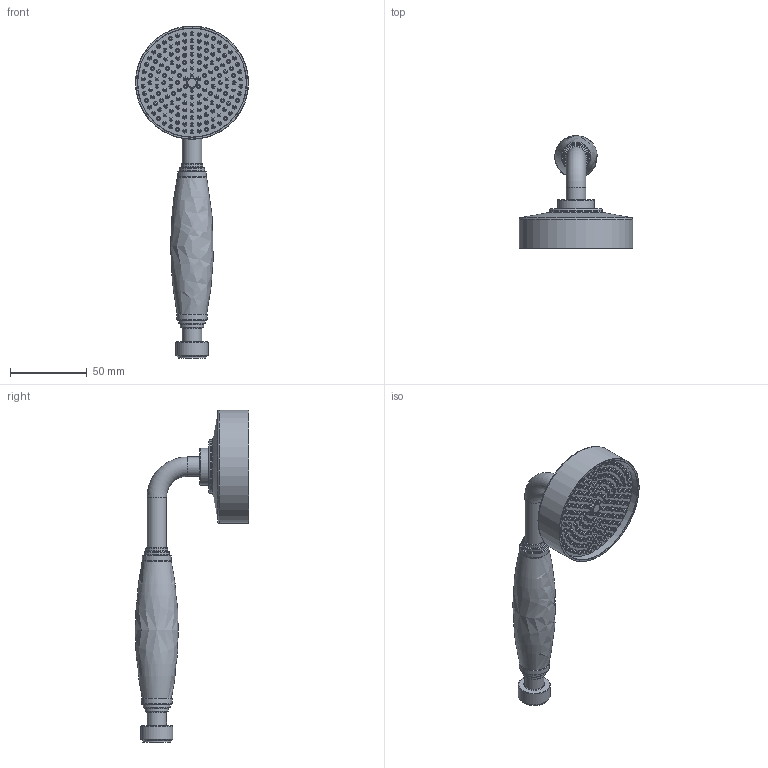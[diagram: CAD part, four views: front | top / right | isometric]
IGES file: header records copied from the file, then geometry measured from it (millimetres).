
Global section: file name: No Iges File Name specified; native system: Autodesk Inventor 2012; preprocessor: AutoDesk Inventor Iges Exporter R2012; author: adaniels; date: 20120903.082752; units: millimetre
Bounding box: 74 x 74 x 216.8 mm (x, y, z)
Volume: 106377.7 mm3; surface area: 46788.6 mm2
Topology: 4 solids, 4 shells, 766 faces, 1683 edges, 1110 vertices
Faces by surface type: revolution 196, plane 192, cylinder 187, bspline 170, torus 16, cone 5
Full cylindrical faces by diameter (mm): 2.5 x168, 7 x1, 9.4 x1, 12.7 x4, 14.1 x1, 15.2 x3, 16.5 x1, 17.6 x1, 18.2 x1, 18.9 x1, 20 x1, 20.955 x1, 24 x1, 35 x1, 74 x1
